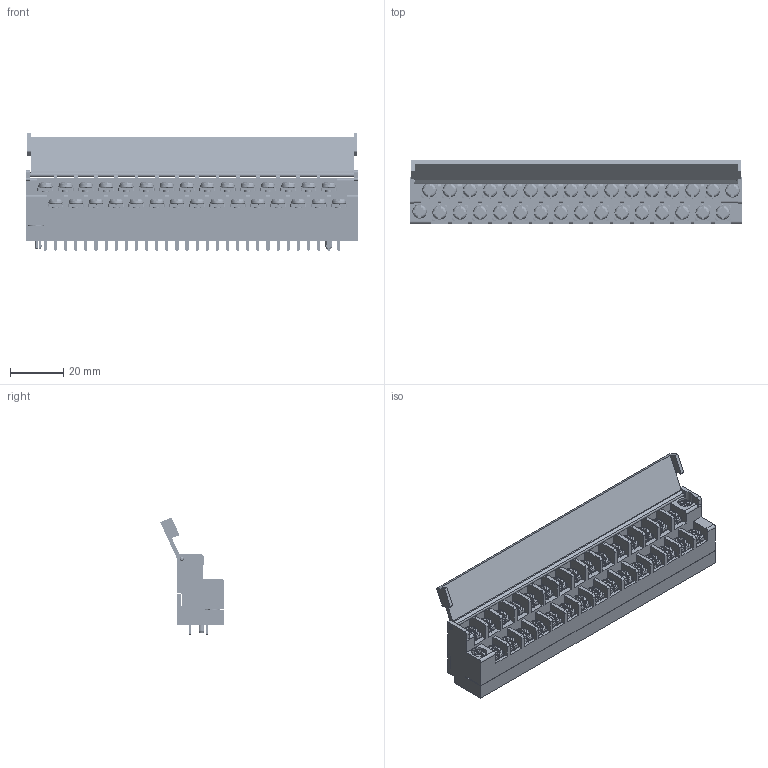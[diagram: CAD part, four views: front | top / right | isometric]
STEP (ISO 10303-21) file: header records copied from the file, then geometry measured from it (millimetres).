
FILE_DESCRIPTION( ('This file contains a STEP AP42 implementation' ,'as created by ZW3D STEP Interface translator.') ,'2;1' );
FILE_NAME( 'BH762-07-15G-S0-S01.stp' ,'231117.101825', (''), ('ZWCAD Software Co.'), 'Version 1.0', 'ZW3D to STEP translator', '' );
FILE_SCHEMA(('AUTOMOTIVE_DESIGN { 1 0 10303 214 1 1 1 1 }'));
Length unit declared in the file: millimetre
Products named in the file (5): 0; BH762-07-15G-S0-S01; mb030; mb030-2sxx01-scrow; NU030-3SXX01
Assembly tree (90 placements, depth 2):
  0
  BH762-07-15G-S0-S01
    mb030  x30
    mb030-2sxx01-scrow  x30
    NU030-3SXX01  x30
Bounding box: 125 x 23.91 x 44.22 mm (x, y, z)
Volume: 34541.1 mm3; surface area: 49034.1 mm2
Topology: 247 solids, 262 shells, 6863 faces, 18821 edges, 12437 vertices
Faces by surface type: plane 4822, bspline 1162, cylinder 498, cone 378, sphere 3
Full cylindrical faces by diameter (mm): 1.5 x1, 1.6 x2, 2.6 x30, 3 x4, 3.1 x2, 3.65 x1, 4.2 x2, 4.75 x1, 5.5 x1
Entity records: 156238 total; most frequent: CARTESIAN_POINT 34049, ORIENTED_EDGE 25750, DIRECTION 22815, EDGE_CURVE 12875, VECTOR 10941, LINE 10941, VERTEX_POINT 8522, AXIS2_PLACEMENT_3D 5937
